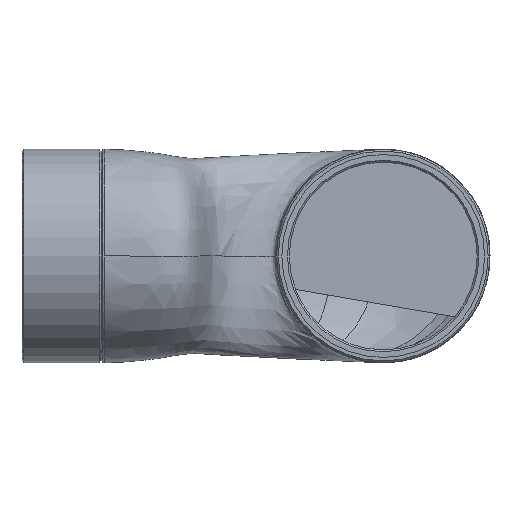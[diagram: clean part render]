
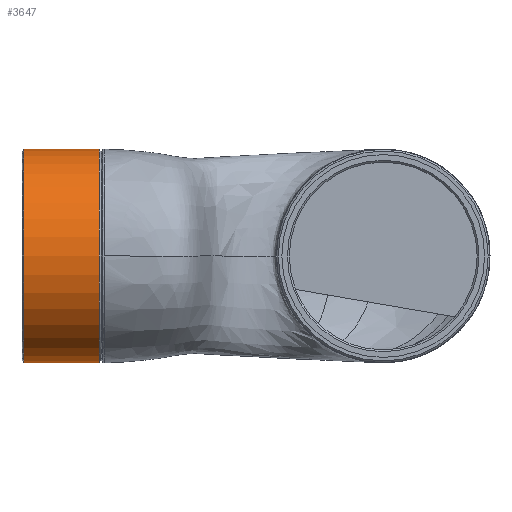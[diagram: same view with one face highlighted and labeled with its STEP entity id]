
A CAD part, front view. The second image highlights one B-rep face of the part: STEP entity #3647.
In plain terms, the highlighted cylindrical face has radius 35 mm (diameter 70 mm), a partial arc.
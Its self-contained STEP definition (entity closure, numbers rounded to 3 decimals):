
#255 = DIRECTION ( 'NONE',  ( 0., 0., 1. ) ) ;
#633 = ORIENTED_EDGE ( 'NONE', *, *, #7246, .T. ) ;
#1659 = VERTEX_POINT ( 'NONE', #7546 ) ;
#1764 = VERTEX_POINT ( 'NONE', #6737 ) ;
#2225 = CARTESIAN_POINT ( 'NONE',  ( -14.3, 0., 0. ) ) ;
#3235 = DIRECTION ( 'NONE',  ( -1., 0., 0. ) ) ;
#3355 = CARTESIAN_POINT ( 'NONE',  ( 10.4, 0., 0. ) ) ;
#3381 = VECTOR ( 'NONE', #5898, 1000. ) ;
#3565 = CARTESIAN_POINT ( 'NONE',  ( -14.9, 0., 35. ) ) ;
#3647 = ADVANCED_FACE ( 'NONE', ( #8058 ), #5058, .T. ) ;
#4333 = DIRECTION ( 'NONE',  ( 0., 0., -1. ) ) ;
#4351 = DIRECTION ( 'NONE',  ( 0., -1., 0. ) ) ;
#4530 = VERTEX_POINT ( 'NONE', #7574 ) ;
#4584 = VECTOR ( 'NONE', #7312, 1000. ) ;
#4997 = DIRECTION ( 'NONE',  ( 1., 0., 0. ) ) ;
#5058 = CYLINDRICAL_SURFACE ( 'NONE', #7964, 35. ) ;
#5391 = CIRCLE ( 'NONE', #8583, 35. ) ;
#5402 = CIRCLE ( 'NONE', #6191, 35. ) ;
#5784 = ORIENTED_EDGE ( 'NONE', *, *, #9124, .F. ) ;
#5801 = ORIENTED_EDGE ( 'NONE', *, *, #10757, .T. ) ;
#5898 = DIRECTION ( 'NONE',  ( 1., 0., 0. ) ) ;
#6191 = AXIS2_PLACEMENT_3D ( 'NONE', #2225, #7028, #4333 ) ;
#6456 = VERTEX_POINT ( 'NONE', #11210 ) ;
#6737 = CARTESIAN_POINT ( 'NONE',  ( 10.4, 0., 35. ) ) ;
#7028 = DIRECTION ( 'NONE',  ( 1., 0., 0. ) ) ;
#7246 = EDGE_CURVE ( 'NONE', #1659, #4530, #10667, .T. ) ;
#7312 = DIRECTION ( 'NONE',  ( 1., 0., 0. ) ) ;
#7463 = EDGE_LOOP ( 'NONE', ( #5801, #633, #11726, #5784 ) ) ;
#7546 = CARTESIAN_POINT ( 'NONE',  ( -14.3, 0., -35. ) ) ;
#7574 = CARTESIAN_POINT ( 'NONE',  ( 10.4, 0., -35. ) ) ;
#7964 = AXIS2_PLACEMENT_3D ( 'NONE', #8942, #4997, #255 ) ;
#8058 = FACE_OUTER_BOUND ( 'NONE', #7463, .T. ) ;
#8583 = AXIS2_PLACEMENT_3D ( 'NONE', #3355, #3235, #4351 ) ;
#8942 = CARTESIAN_POINT ( 'NONE',  ( -14.9, 0., 0. ) ) ;
#9124 = EDGE_CURVE ( 'NONE', #6456, #1764, #9391, .T. ) ;
#9391 = LINE ( 'NONE', #3565, #4584 ) ;
#9733 = CARTESIAN_POINT ( 'NONE',  ( -14.9, 0., -35. ) ) ;
#9803 = EDGE_CURVE ( 'NONE', #4530, #1764, #5391, .T. ) ;
#10667 = LINE ( 'NONE', #9733, #3381 ) ;
#10757 = EDGE_CURVE ( 'NONE', #6456, #1659, #5402, .T. ) ;
#11210 = CARTESIAN_POINT ( 'NONE',  ( -14.3, 0., 35. ) ) ;
#11726 = ORIENTED_EDGE ( 'NONE', *, *, #9803, .T. ) ;
